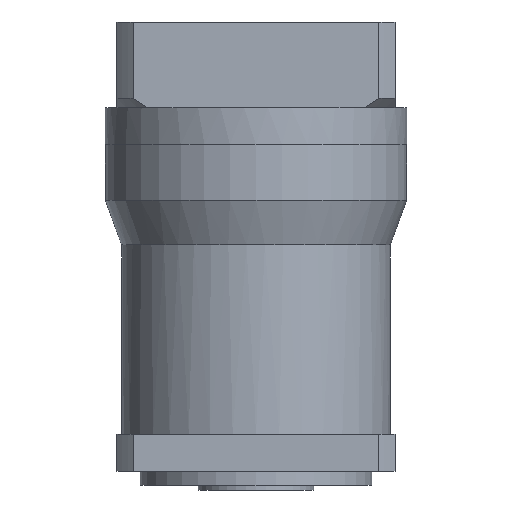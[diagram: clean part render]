
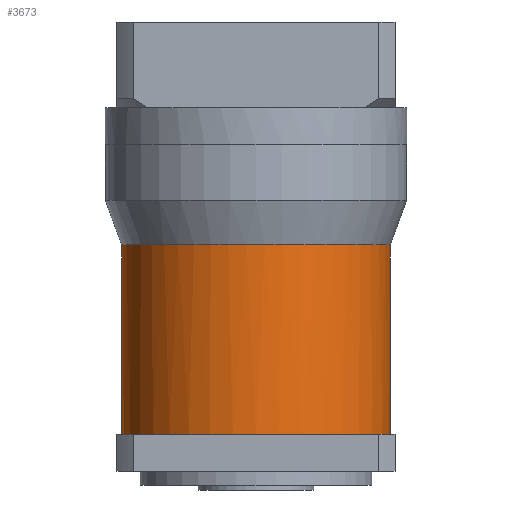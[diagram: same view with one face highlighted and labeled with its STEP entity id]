
A CAD part, front view. The second image highlights one B-rep face of the part: STEP entity #3673.
In plain terms, the highlighted cylindrical face has radius 29 mm (diameter 58 mm), a partial arc.
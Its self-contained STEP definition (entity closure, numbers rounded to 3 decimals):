
#9 = VERTEX_POINT ( 'NONE', #5026 ) ;
#80 = CYLINDRICAL_SURFACE ( 'NONE', #3102, 29. ) ;
#147 = EDGE_LOOP ( 'NONE', ( #6433, #2721, #347, #3196 ) ) ;
#321 = DIRECTION ( 'NONE',  ( -1., 0., 0. ) ) ;
#347 = ORIENTED_EDGE ( 'NONE', *, *, #5126, .T. ) ;
#361 = CARTESIAN_POINT ( 'NONE',  ( 26.066, -12.851, -29.62 ) ) ;
#381 = CARTESIAN_POINT ( 'NONE',  ( -3.796, -28.813, -29.62 ) ) ;
#400 = CARTESIAN_POINT ( 'NONE',  ( -28.813, -3.796, -29.62 ) ) ;
#858 = CARTESIAN_POINT ( 'NONE',  ( 23.058, -17.69, -29.62 ) ) ;
#877 = CARTESIAN_POINT ( 'NONE',  ( -9.344, -27.519, -29.62 ) ) ;
#895 = CARTESIAN_POINT ( 'NONE',  ( -28.999, 0., -29.62 ) ) ;
#1143 = LINE ( 'NONE', #2159, #5190 ) ;
#1376 = CARTESIAN_POINT ( 'NONE',  ( 19.164, -21.848, -29.62 ) ) ;
#1393 = CARTESIAN_POINT ( 'NONE',  ( -14.533, -25.167, -29.62 ) ) ;
#1604 = CARTESIAN_POINT ( 'NONE',  ( -29., 0., -78.5 ) ) ;
#1882 = CARTESIAN_POINT ( 'NONE',  ( 14.533, -25.167, -29.62 ) ) ;
#1902 = FACE_OUTER_BOUND ( 'NONE', #147, .T. ) ;
#1903 = CARTESIAN_POINT ( 'NONE',  ( -19.164, -21.848, -29.62 ) ) ;
#2159 = CARTESIAN_POINT ( 'NONE',  ( 29., 0., -78.5 ) ) ;
#2392 = CARTESIAN_POINT ( 'NONE',  ( 9.344, -27.519, -29.62 ) ) ;
#2408 = CARTESIAN_POINT ( 'NONE',  ( -23.058, -17.69, -29.62 ) ) ;
#2501 = DIRECTION ( 'NONE',  ( 1., 0., 0. ) ) ;
#2721 = ORIENTED_EDGE ( 'NONE', *, *, #5548, .F. ) ;
#2806 = CIRCLE ( 'NONE', #2917, 29. ) ;
#2876 = CARTESIAN_POINT ( 'NONE',  ( 28.813, -3.796, -29.62 ) ) ;
#2898 = CARTESIAN_POINT ( 'NONE',  ( 3.796, -28.813, -29.62 ) ) ;
#2917 = AXIS2_PLACEMENT_3D ( 'NONE', #6373, #3350, #321 ) ;
#2919 = CARTESIAN_POINT ( 'NONE',  ( -26.066, -12.851, -29.62 ) ) ;
#3102 = AXIS2_PLACEMENT_3D ( 'NONE', #3511, #4507, #2501 ) ;
#3196 = ORIENTED_EDGE ( 'NONE', *, *, #5595, .T. ) ;
#3350 = DIRECTION ( 'NONE',  ( 0., 0., -1. ) ) ;
#3391 = CARTESIAN_POINT ( 'NONE',  ( 27.519, -9.344, -29.62 ) ) ;
#3417 = CARTESIAN_POINT ( 'NONE',  ( -1.898, -29., -29.62 ) ) ;
#3434 = CARTESIAN_POINT ( 'NONE',  ( -28.072, -7.519, -29.62 ) ) ;
#3511 = CARTESIAN_POINT ( 'NONE',  ( 0., 0., -78.5 ) ) ;
#3559 = VERTEX_POINT ( 'NONE', #4930 ) ;
#3673 = ADVANCED_FACE ( 'NONE', ( #1902 ), #80, .T. ) ;
#3751 = VERTEX_POINT ( 'NONE', #6091 ) ;
#3910 = CARTESIAN_POINT ( 'NONE',  ( 25.167, -14.533, -29.62 ) ) ;
#3911 = VERTEX_POINT ( 'NONE', #6282 ) ;
#3929 = CARTESIAN_POINT ( 'NONE',  ( -7.519, -28.072, -29.62 ) ) ;
#3945 = CARTESIAN_POINT ( 'NONE',  ( -29., -1.898, -29.62 ) ) ;
#4207 = DIRECTION ( 'NONE',  ( 0., 0., 1. ) ) ;
#4407 = CARTESIAN_POINT ( 'NONE',  ( 29., -1.898, -29.62 ) ) ;
#4424 = CARTESIAN_POINT ( 'NONE',  ( 21.848, -19.164, -29.62 ) ) ;
#4442 = CARTESIAN_POINT ( 'NONE',  ( -12.851, -26.066, -29.62 ) ) ;
#4507 = DIRECTION ( 'NONE',  ( 0., 0., 1. ) ) ;
#4642 = VECTOR ( 'NONE', #6122, 1000. ) ;
#4897 = CARTESIAN_POINT ( 'NONE',  ( 28.999, 0., -29.62 ) ) ;
#4923 = CARTESIAN_POINT ( 'NONE',  ( 17.69, -23.058, -29.62 ) ) ;
#4930 = CARTESIAN_POINT ( 'NONE',  ( -29., 0., -70.5 ) ) ;
#4944 = CARTESIAN_POINT ( 'NONE',  ( -17.69, -23.058, -29.62 ) ) ;
#5026 = CARTESIAN_POINT ( 'NONE',  ( 29., 0., -70.5 ) ) ;
#5071 = EDGE_CURVE ( 'NONE', #3559, #3751, #5974, .T. ) ;
#5126 = EDGE_CURVE ( 'NONE', #9, #3911, #1143, .T. ) ;
#5190 = VECTOR ( 'NONE', #4207, 1000. ) ;
#5239 = B_SPLINE_CURVE_WITH_KNOTS ( 'NONE', 3,
 ( #4897, #4407, #2876, #6421, #3391, #361, #3910, #858, #4424, #1376, #4923, #1882, #5431, #2392, #5932, #2898, #6438, #3417, #381, #3929, #877, #4442, #1393, #4944, #1903, #5455, #2408, #5956, #2919, #6455, #3434, #400, #3945, #895 ),
 .UNSPECIFIED., .F., .F.,
 ( 4, 2, 2, 2, 2, 2, 2, 2, 2, 2, 2, 2, 2, 2, 2, 2, 4 ),
 ( 0.5, 0.531, 0.563, 0.594, 0.625, 0.656, 0.688, 0.719, 0.75, 0.781, 0.813, 0.844, 0.875, 0.906, 0.938, 0.969, 1. ),
 .UNSPECIFIED. ) ;
#5431 = CARTESIAN_POINT ( 'NONE',  ( 12.851, -26.066, -29.62 ) ) ;
#5455 = CARTESIAN_POINT ( 'NONE',  ( -21.848, -19.164, -29.62 ) ) ;
#5548 = EDGE_CURVE ( 'NONE', #9, #3559, #2806, .T. ) ;
#5595 = EDGE_CURVE ( 'NONE', #3911, #3751, #5239, .T. ) ;
#5932 = CARTESIAN_POINT ( 'NONE',  ( 7.519, -28.072, -29.62 ) ) ;
#5956 = CARTESIAN_POINT ( 'NONE',  ( -25.167, -14.533, -29.62 ) ) ;
#5974 = LINE ( 'NONE', #1604, #4642 ) ;
#6091 = CARTESIAN_POINT ( 'NONE',  ( -28.999, 0., -29.62 ) ) ;
#6122 = DIRECTION ( 'NONE',  ( 0., 0., 1. ) ) ;
#6282 = CARTESIAN_POINT ( 'NONE',  ( 28.999, 0., -29.62 ) ) ;
#6373 = CARTESIAN_POINT ( 'NONE',  ( 0., 0., -70.5 ) ) ;
#6421 = CARTESIAN_POINT ( 'NONE',  ( 28.072, -7.519, -29.62 ) ) ;
#6433 = ORIENTED_EDGE ( 'NONE', *, *, #5071, .F. ) ;
#6438 = CARTESIAN_POINT ( 'NONE',  ( 1.898, -29., -29.62 ) ) ;
#6455 = CARTESIAN_POINT ( 'NONE',  ( -27.519, -9.344, -29.62 ) ) ;
